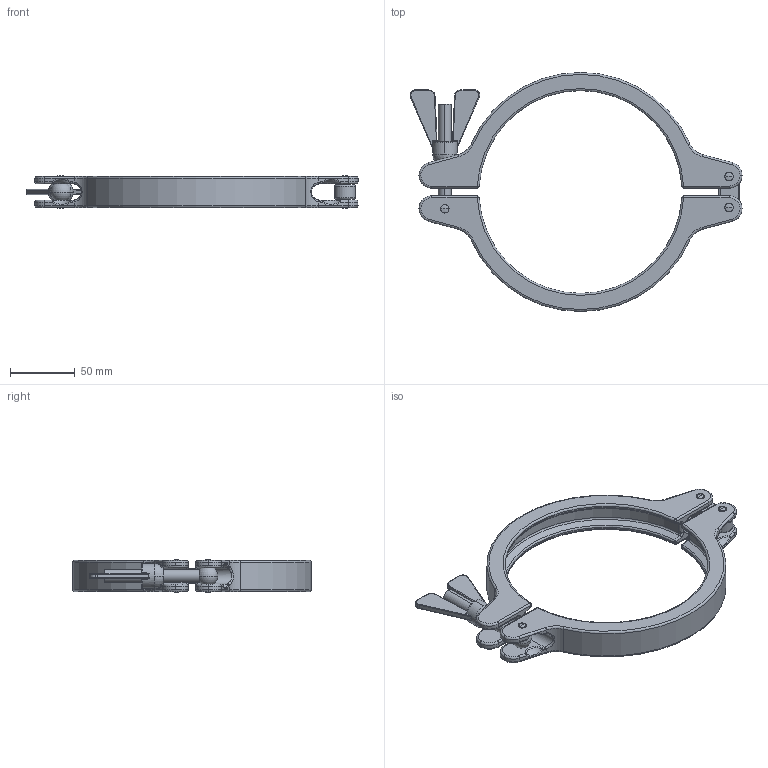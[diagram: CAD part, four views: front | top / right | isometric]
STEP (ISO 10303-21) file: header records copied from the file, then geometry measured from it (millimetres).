
FILE_DESCRIPTION (( 'STEP AP214' ), '1' );
FILE_NAME ('CL.SAF.0600.STEP', '2020-05-19T12:15:33', ( '' ), ( '' ), 'SwSTEP 2.0', 'SolidWorks 2020', '' );
FILE_SCHEMA (( 'AUTOMOTIVE_DESIGN' ));
Length unit declared in the file: millimetre
Products named in the file (1): CL.SAF.0600
Bounding box: 256.93 x 185 x 25.3 mm (x, y, z)
Volume: 179527.6 mm3; surface area: 67755.7 mm2
Topology: 3 solids, 5 shells, 453 faces, 1066 edges, 599 vertices
Faces by surface type: cylinder 159, bspline 96, torus 93, plane 59, sphere 42, cone 4
Entity records: 16427 total; most frequent: CARTESIAN_POINT 6689, DIRECTION 2071, ORIENTED_EDGE 2050, EDGE_CURVE 1025, AXIS2_PLACEMENT_3D 906, VERTEX_POINT 596, CIRCLE 548, EDGE_LOOP 481
